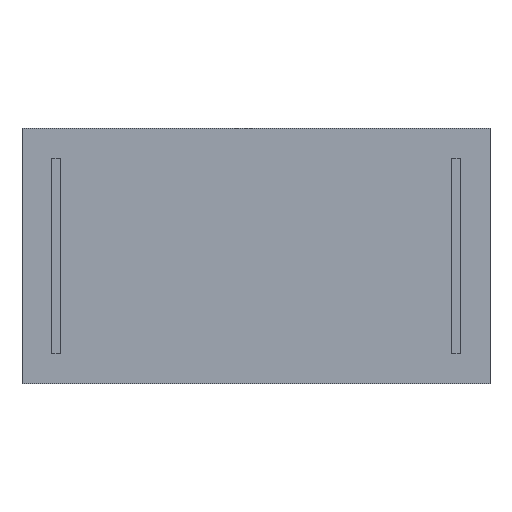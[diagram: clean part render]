
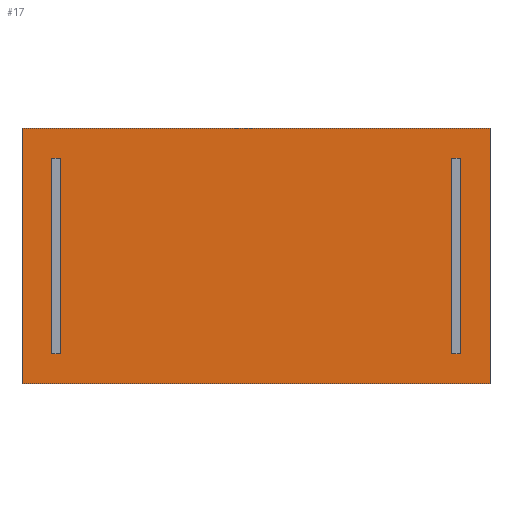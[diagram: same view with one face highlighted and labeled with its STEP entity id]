
A CAD part, front view. The second image highlights one B-rep face of the part: STEP entity #17.
In plain terms, the highlighted free-form (B-spline) face has degree [1, 1] with [2, 2] control points.
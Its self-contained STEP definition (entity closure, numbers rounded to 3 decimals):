
#17 = ADVANCED_FACE('',(#18,#48,#78),#108,.T.);
#18 = FACE_BOUND('',#19,.T.);
#19 = EDGE_LOOP('',(#20,#29,#36,#43));
#20 = ORIENTED_EDGE('',*,*,#21,.F.);
#21 = EDGE_CURVE('',#22,#24,#26,.T.);
#22 = VERTEX_POINT('',#23);
#23 = CARTESIAN_POINT('',(805.725,0.,439.486));
#24 = VERTEX_POINT('',#25);
#25 = CARTESIAN_POINT('',(805.725,0.,-439.486));
#26 = B_SPLINE_CURVE_WITH_KNOTS('',1,(#27,#28),.UNSPECIFIED.,.F.,.F.,(2,
    2),(0.,600.),.PIECEWISE_BEZIER_KNOTS.);
#27 = CARTESIAN_POINT('',(805.725,0.,439.486));
#28 = CARTESIAN_POINT('',(805.725,0.,-439.486));
#29 = ORIENTED_EDGE('',*,*,#30,.F.);
#30 = EDGE_CURVE('',#31,#22,#33,.T.);
#31 = VERTEX_POINT('',#32);
#32 = CARTESIAN_POINT('',(-805.725,0.,439.486));
#33 = B_SPLINE_CURVE_WITH_KNOTS('',1,(#34,#35),.UNSPECIFIED.,.F.,.F.,(2,
    2),(0.,1100.),.PIECEWISE_BEZIER_KNOTS.);
#34 = CARTESIAN_POINT('',(-805.725,0.,439.486));
#35 = CARTESIAN_POINT('',(805.725,0.,439.486));
#36 = ORIENTED_EDGE('',*,*,#37,.F.);
#37 = EDGE_CURVE('',#38,#31,#40,.T.);
#38 = VERTEX_POINT('',#39);
#39 = CARTESIAN_POINT('',(-805.725,0.,-439.486));
#40 = B_SPLINE_CURVE_WITH_KNOTS('',1,(#41,#42),.UNSPECIFIED.,.F.,.F.,(2,
    2),(-600.,0.),.PIECEWISE_BEZIER_KNOTS.);
#41 = CARTESIAN_POINT('',(-805.725,0.,-439.486));
#42 = CARTESIAN_POINT('',(-805.725,0.,439.486));
#43 = ORIENTED_EDGE('',*,*,#44,.F.);
#44 = EDGE_CURVE('',#24,#38,#45,.T.);
#45 = B_SPLINE_CURVE_WITH_KNOTS('',1,(#46,#47),.UNSPECIFIED.,.F.,.F.,(2,
    2),(-1100.,-0.),.PIECEWISE_BEZIER_KNOTS.);
#46 = CARTESIAN_POINT('',(805.725,0.,-439.486));
#47 = CARTESIAN_POINT('',(-805.725,0.,-439.486));
#48 = FACE_BOUND('',#49,.T.);
#49 = EDGE_LOOP('',(#50,#59,#66,#73));
#50 = ORIENTED_EDGE('',*,*,#51,.F.);
#51 = EDGE_CURVE('',#52,#54,#56,.T.);
#52 = VERTEX_POINT('',#53);
#53 = CARTESIAN_POINT('',(-703.178,0.,-336.939));
#54 = VERTEX_POINT('',#55);
#55 = CARTESIAN_POINT('',(-673.879,0.,-336.939));
#56 = B_SPLINE_CURVE_WITH_KNOTS('',1,(#57,#58),.UNSPECIFIED.,.F.,.F.,(2,
    2),(0.,20.),.PIECEWISE_BEZIER_KNOTS.);
#57 = CARTESIAN_POINT('',(-703.178,0.,-336.939));
#58 = CARTESIAN_POINT('',(-673.879,0.,-336.939));
#59 = ORIENTED_EDGE('',*,*,#60,.F.);
#60 = EDGE_CURVE('',#61,#52,#63,.T.);
#61 = VERTEX_POINT('',#62);
#62 = CARTESIAN_POINT('',(-703.178,0.,336.939));
#63 = B_SPLINE_CURVE_WITH_KNOTS('',1,(#64,#65),.UNSPECIFIED.,.F.,.F.,(2,
    2),(0.,460.),.PIECEWISE_BEZIER_KNOTS.);
#64 = CARTESIAN_POINT('',(-703.178,0.,336.939));
#65 = CARTESIAN_POINT('',(-703.178,0.,-336.939));
#66 = ORIENTED_EDGE('',*,*,#67,.F.);
#67 = EDGE_CURVE('',#68,#61,#70,.T.);
#68 = VERTEX_POINT('',#69);
#69 = CARTESIAN_POINT('',(-673.879,0.,336.939));
#70 = B_SPLINE_CURVE_WITH_KNOTS('',1,(#71,#72),.UNSPECIFIED.,.F.,.F.,(2,
    2),(-20.,-0.),.PIECEWISE_BEZIER_KNOTS.);
#71 = CARTESIAN_POINT('',(-673.879,0.,336.939));
#72 = CARTESIAN_POINT('',(-703.178,0.,336.939));
#73 = ORIENTED_EDGE('',*,*,#74,.F.);
#74 = EDGE_CURVE('',#54,#68,#75,.T.);
#75 = B_SPLINE_CURVE_WITH_KNOTS('',1,(#76,#77),.UNSPECIFIED.,.F.,.F.,(2,
    2),(-460.,0.),.PIECEWISE_BEZIER_KNOTS.);
#76 = CARTESIAN_POINT('',(-673.879,0.,-336.939));
#77 = CARTESIAN_POINT('',(-673.879,0.,336.939));
#78 = FACE_BOUND('',#79,.T.);
#79 = EDGE_LOOP('',(#80,#89,#96,#103));
#80 = ORIENTED_EDGE('',*,*,#81,.F.);
#81 = EDGE_CURVE('',#82,#84,#86,.T.);
#82 = VERTEX_POINT('',#83);
#83 = CARTESIAN_POINT('',(673.879,0.,-336.939));
#84 = VERTEX_POINT('',#85);
#85 = CARTESIAN_POINT('',(703.178,0.,-336.939));
#86 = B_SPLINE_CURVE_WITH_KNOTS('',1,(#87,#88),.UNSPECIFIED.,.F.,.F.,(2,
    2),(0.,20.),.PIECEWISE_BEZIER_KNOTS.);
#87 = CARTESIAN_POINT('',(673.879,0.,-336.939));
#88 = CARTESIAN_POINT('',(703.178,0.,-336.939));
#89 = ORIENTED_EDGE('',*,*,#90,.F.);
#90 = EDGE_CURVE('',#91,#82,#93,.T.);
#91 = VERTEX_POINT('',#92);
#92 = CARTESIAN_POINT('',(673.879,0.,336.939));
#93 = B_SPLINE_CURVE_WITH_KNOTS('',1,(#94,#95),.UNSPECIFIED.,.F.,.F.,(2,
    2),(0.,460.),.PIECEWISE_BEZIER_KNOTS.);
#94 = CARTESIAN_POINT('',(673.879,0.,336.939));
#95 = CARTESIAN_POINT('',(673.879,0.,-336.939));
#96 = ORIENTED_EDGE('',*,*,#97,.F.);
#97 = EDGE_CURVE('',#98,#91,#100,.T.);
#98 = VERTEX_POINT('',#99);
#99 = CARTESIAN_POINT('',(703.178,0.,336.939));
#100 = B_SPLINE_CURVE_WITH_KNOTS('',1,(#101,#102),.UNSPECIFIED.,.F.,.F.,
  (2,2),(-20.,-0.),.PIECEWISE_BEZIER_KNOTS.);
#101 = CARTESIAN_POINT('',(703.178,0.,336.939));
#102 = CARTESIAN_POINT('',(673.879,0.,336.939));
#103 = ORIENTED_EDGE('',*,*,#104,.F.);
#104 = EDGE_CURVE('',#84,#98,#105,.T.);
#105 = B_SPLINE_CURVE_WITH_KNOTS('',1,(#106,#107),.UNSPECIFIED.,.F.,.F.,
  (2,2),(-460.,0.),.PIECEWISE_BEZIER_KNOTS.);
#106 = CARTESIAN_POINT('',(703.178,0.,-336.939));
#107 = CARTESIAN_POINT('',(703.178,0.,336.939));
#108 = B_SPLINE_SURFACE_WITH_KNOTS('',1,1,(
    (#109,#110)
    ,(#111,#112
    )),.UNSPECIFIED.,.F.,.F.,.F.,(2,2),(2,2),(-300.,300.),(-550.,550.),
  .PIECEWISE_BEZIER_KNOTS.);
#109 = CARTESIAN_POINT('',(-805.725,0.,439.486));
#110 = CARTESIAN_POINT('',(805.725,0.,439.486));
#111 = CARTESIAN_POINT('',(-805.725,0.,-439.486));
#112 = CARTESIAN_POINT('',(805.725,0.,-439.486));
